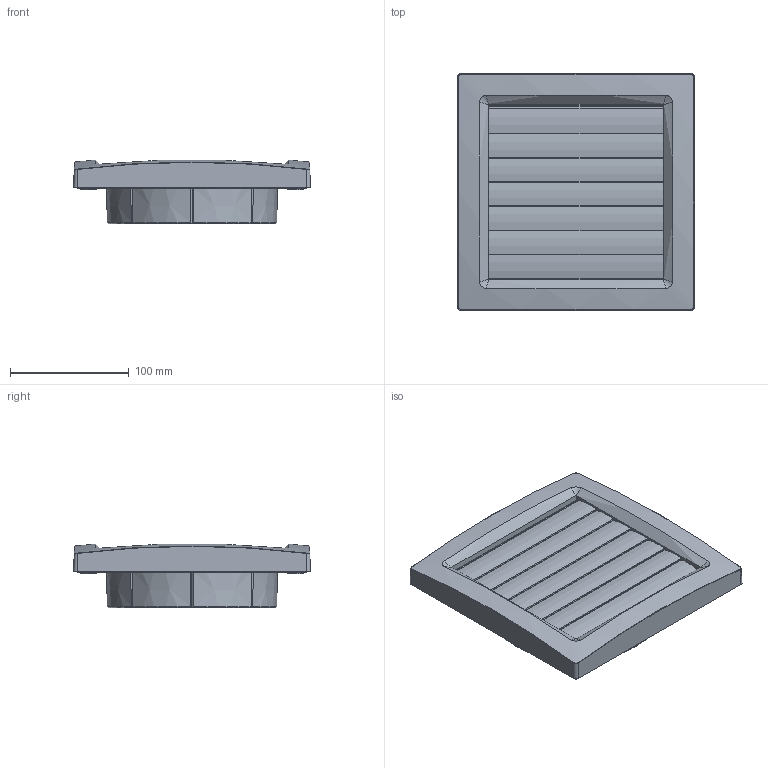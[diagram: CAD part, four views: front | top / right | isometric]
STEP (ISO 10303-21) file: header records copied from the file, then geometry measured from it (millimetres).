
FILE_DESCRIPTION(('Creo Elements/Direct Modeling STEP Export'),'2;1');
FILE_NAME('0059.0996_AP-150-1 Aussenklappe-Dummy.stp','2021-06-22T11:17:40',(''),(''),'PTC Creo Elements/Direct Modeling STEP processor for AP214 (Solid Model)','PTC Creo Elements/Direct Modeling 19.0C 15-Aug-2015 (C) Parametric Technology GmbH','');
FILE_SCHEMA(('AUTOMOTIVE_DESIGN { 1 0 10303 214 1 1 1 1 }'));
Length unit declared in the file: millimetre
Products named in the file (1): 0059.2091.0000_Rahmen-AP-150-1
Bounding box: 199.8 x 199.8 x 53.79 mm (x, y, z)
Volume: 455669.5 mm3; surface area: 158378 mm2
Topology: 1 solids, 15 shells, 382 faces, 1013 edges, 660 vertices
Faces by surface type: plane 189, cylinder 128, cone 36, bspline 24, torus 4, sphere 1
Entity records: 16921 total; most frequent: CARTESIAN_POINT 8096, ORIENTED_EDGE 2026, DIRECTION 1588, EDGE_CURVE 1013, VERTEX_POINT 660, AXIS2_PLACEMENT_3D 552, VECTOR 484, LINE 484
